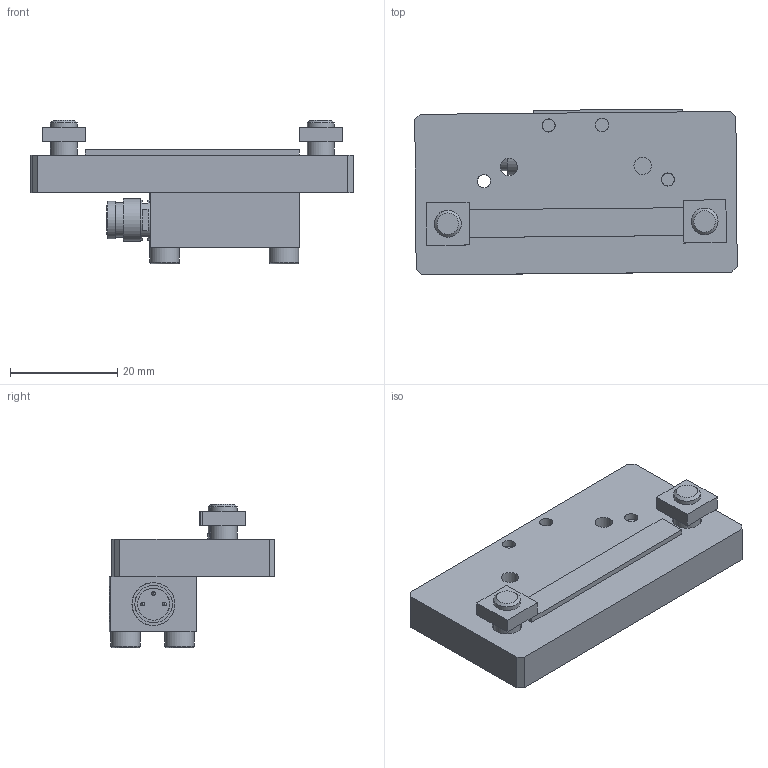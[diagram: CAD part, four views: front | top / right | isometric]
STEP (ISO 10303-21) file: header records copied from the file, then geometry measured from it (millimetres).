
FILE_DESCRIPTION(/* description */ (''),/* implementation_level */ '2;1');
FILE_NAME(/* name */ 'CAD_48026.stp',/* time_stamp */ '2016-05-07T07:48:01+02:00',/* author */ ('Hypex'),/* organization */ ('Hypex'),/* preprocessor_version */ 'ST-DEVELOPER v16.1',/* originating_system */ 'Autodesk Inventor 2016',/* authorisation */ '');
FILE_SCHEMA (('AUTOMOTIVE_DESIGN { 1 0 10303 214 3 1 1 }'));
Length unit declared in the file: millimetre
Products named in the file (1): CAD_48026
Bounding box: 60.25 x 30.99 x 26.8 mm (x, y, z)
Volume: 17592.6 mm3; surface area: 8014.2 mm2
Topology: 1 solids, 2 shells, 145 faces, 330 edges, 219 vertices
Faces by surface type: plane 95, cylinder 32, cone 8, torus 7, bspline 3
Full cylindrical faces by diameter (mm): 0.7 x3, 2.459 x4, 3 x1, 3.242 x2, 5 x4, 5.5 x4, 6 x1, 6.5 x1, 7 x2, 7.5 x1, 8 x1, 8.5 x2, 10 x2
Entity records: 3915 total; most frequent: CARTESIAN_POINT 763, DIRECTION 612, ORIENTED_EDGE 532, EDGE_CURVE 266, AXIS2_PLACEMENT_3D 234, EDGE_LOOP 225, VERTEX_POINT 199, STYLED_ITEM 146
